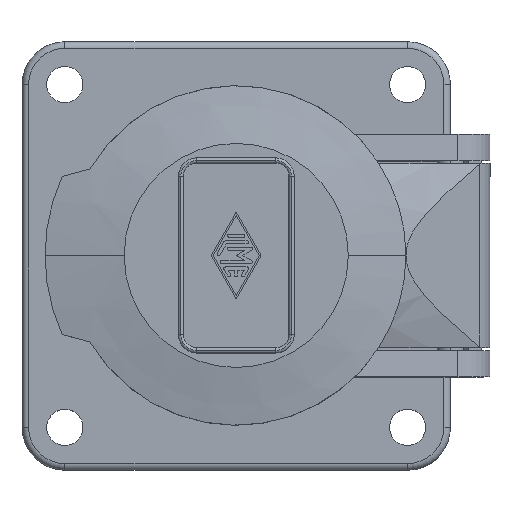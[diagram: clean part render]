
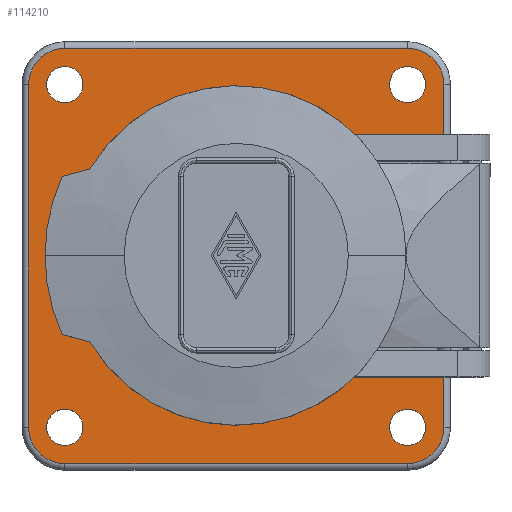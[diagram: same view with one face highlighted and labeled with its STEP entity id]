
A CAD part, top view. The second image highlights one B-rep face of the part: STEP entity #114210.
In plain terms, the highlighted planar face has unit normal (0, 0, 1).
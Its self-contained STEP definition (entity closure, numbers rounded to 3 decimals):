
#112400=CARTESIAN_POINT('',(0.,0.,4.));
#112410=DIRECTION('',(0.,0.,1.));
#112420=DIRECTION('',(1.,0.,0.));
#112430=AXIS2_PLACEMENT_3D('',#112400,#112410,#112420);
#112440=PLANE('',#112430);
#112450=CARTESIAN_POINT('',(33.5,79.5,4.));
#112460=DIRECTION('',(0.,0.,1.));
#112470=DIRECTION('',(1.,0.,0.));
#112480=AXIS2_PLACEMENT_3D('',#112450,#112460,#112470);
#112490=CIRCLE('',#112480,2.75);
#112500=CARTESIAN_POINT('',(36.25,79.5,4.));
#112510=VERTEX_POINT('',#112500);
#112520=CARTESIAN_POINT('',(30.75,79.5,4.));
#112530=VERTEX_POINT('',#112520);
#112540=EDGE_CURVE('',#112510,#112530,#112490,.T.);
#112550=ORIENTED_EDGE('',*,*,#112540,.F.);
#112560=EDGE_CURVE('',#112530,#112510,#112490,.T.);
#112570=ORIENTED_EDGE('',*,*,#112560,.F.);
#112580=EDGE_LOOP('',(#112570,#112550));
#112590=FACE_BOUND('',#112580,.T.);
#112600=CARTESIAN_POINT('',(33.5,27.5,4.));
#112610=DIRECTION('',(0.,0.,1.));
#112620=DIRECTION('',(1.,0.,0.));
#112630=AXIS2_PLACEMENT_3D('',#112600,#112610,#112620);
#112640=CIRCLE('',#112630,2.75);
#112650=CARTESIAN_POINT('',(36.25,27.5,4.));
#112660=VERTEX_POINT('',#112650);
#112670=CARTESIAN_POINT('',(30.75,27.5,4.));
#112680=VERTEX_POINT('',#112670);
#112690=EDGE_CURVE('',#112660,#112680,#112640,.T.);
#112700=ORIENTED_EDGE('',*,*,#112690,.F.);
#112710=EDGE_CURVE('',#112680,#112660,#112640,.T.);
#112720=ORIENTED_EDGE('',*,*,#112710,.F.);
#112730=EDGE_LOOP('',(#112720,#112700));
#112740=FACE_BOUND('',#112730,.T.);
#112750=CARTESIAN_POINT('',(85.5,27.5,4.));
#112760=DIRECTION('',(0.,0.,1.));
#112770=DIRECTION('',(1.,0.,0.));
#112780=AXIS2_PLACEMENT_3D('',#112750,#112760,#112770);
#112790=CIRCLE('',#112780,2.75);
#112800=CARTESIAN_POINT('',(88.25,27.5,4.));
#112810=VERTEX_POINT('',#112800);
#112820=CARTESIAN_POINT('',(82.75,27.5,4.));
#112830=VERTEX_POINT('',#112820);
#112840=EDGE_CURVE('',#112810,#112830,#112790,.T.);
#112850=ORIENTED_EDGE('',*,*,#112840,.F.);
#112860=EDGE_CURVE('',#112830,#112810,#112790,.T.);
#112870=ORIENTED_EDGE('',*,*,#112860,.F.);
#112880=EDGE_LOOP('',(#112870,#112850));
#112890=FACE_BOUND('',#112880,.T.);
#112900=CARTESIAN_POINT('',(85.5,79.5,4.));
#112910=DIRECTION('',(0.,0.,1.));
#112920=DIRECTION('',(1.,0.,0.));
#112930=AXIS2_PLACEMENT_3D('',#112900,#112910,#112920);
#112940=CIRCLE('',#112930,2.75);
#112950=CARTESIAN_POINT('',(88.25,79.5,4.));
#112960=VERTEX_POINT('',#112950);
#112970=CARTESIAN_POINT('',(82.75,79.5,4.));
#112980=VERTEX_POINT('',#112970);
#112990=EDGE_CURVE('',#112960,#112980,#112940,.T.);
#113000=ORIENTED_EDGE('',*,*,#112990,.F.);
#113010=EDGE_CURVE('',#112980,#112960,#112940,.T.);
#113020=ORIENTED_EDGE('',*,*,#113010,.F.);
#113030=EDGE_LOOP('',(#113020,#113000));
#113040=FACE_BOUND('',#113030,.T.);
#113050=CARTESIAN_POINT('',(33.5,27.5,4.));
#113060=DIRECTION('',(0.,0.,1.));
#113070=DIRECTION('',(1.,0.,0.));
#113080=AXIS2_PLACEMENT_3D('',#113050,#113060,#113070);
#113090=CIRCLE('',#113080,5.5);
#113100=CARTESIAN_POINT('',(28.,27.5,4.));
#113110=VERTEX_POINT('',#113100);
#113120=CARTESIAN_POINT('',(33.5,22.,4.));
#113130=VERTEX_POINT('',#113120);
#113140=EDGE_CURVE('',#113110,#113130,#113090,.T.);
#113150=ORIENTED_EDGE('',*,*,#113140,.T.);
#113160=CARTESIAN_POINT('',(28.,0.,4.));
#113170=DIRECTION('',(0.,1.,0.));
#113180=VECTOR('',#113170,1.);
#113190=LINE('',#113160,#113180);
#113200=CARTESIAN_POINT('',(28.,79.5,4.));
#113210=VERTEX_POINT('',#113200);
#113220=EDGE_CURVE('',#113110,#113210,#113190,.T.);
#113230=ORIENTED_EDGE('',*,*,#113220,.F.);
#113240=CARTESIAN_POINT('',(33.5,79.5,4.));
#113250=DIRECTION('',(0.,0.,-1.));
#113260=DIRECTION('',(-1.,0.,0.));
#113270=AXIS2_PLACEMENT_3D('',#113240,#113250,#113260);
#113280=CIRCLE('',#113270,5.5);
#113290=CARTESIAN_POINT('',(33.5,85.,4.));
#113300=VERTEX_POINT('',#113290);
#113310=EDGE_CURVE('',#113210,#113300,#113280,.T.);
#113320=ORIENTED_EDGE('',*,*,#113310,.F.);
#113330=CARTESIAN_POINT('',(0.,85.,4.));
#113340=DIRECTION('',(1.,0.,0.));
#113350=VECTOR('',#113340,1.);
#113360=LINE('',#113330,#113350);
#113370=CARTESIAN_POINT('',(85.5,85.,4.));
#113380=VERTEX_POINT('',#113370);
#113390=EDGE_CURVE('',#113300,#113380,#113360,.T.);
#113400=ORIENTED_EDGE('',*,*,#113390,.F.);
#113410=CARTESIAN_POINT('',(85.5,79.5,4.));
#113420=DIRECTION('',(0.,0.,1.));
#113430=DIRECTION('',(1.,0.,0.));
#113440=AXIS2_PLACEMENT_3D('',#113410,#113420,#113430);
#113450=CIRCLE('',#113440,5.5);
#113460=CARTESIAN_POINT('',(91.,79.5,4.));
#113470=VERTEX_POINT('',#113460);
#113480=EDGE_CURVE('',#113470,#113380,#113450,.T.);
#113490=ORIENTED_EDGE('',*,*,#113480,.T.);
#113500=CARTESIAN_POINT('',(91.,0.,4.));
#113510=DIRECTION('',(0.,-1.,0.));
#113520=VECTOR('',#113510,1.);
#113530=LINE('',#113500,#113520);
#113540=CARTESIAN_POINT('',(91.,71.9,4.));
#113550=VERTEX_POINT('',#113540);
#113560=EDGE_CURVE('',#113470,#113550,#113530,.T.);
#113570=ORIENTED_EDGE('',*,*,#113560,.F.);
#113580=CARTESIAN_POINT('',(0.,71.9,4.));
#113590=DIRECTION('',(1.,0.,0.));
#113600=VECTOR('',#113590,1.);
#113610=LINE('',#113580,#113600);
#113620=CARTESIAN_POINT('',(75.449,71.9,4.));
#113630=VERTEX_POINT('',#113620);
#113640=EDGE_CURVE('',#113630,#113550,#113610,.T.);
#113650=ORIENTED_EDGE('',*,*,#113640,.T.);
#113660=CARTESIAN_POINT('',(59.5,53.5,4.));
#113670=DIRECTION('',(0.,0.,1.));
#113680=DIRECTION('',(1.,0.,0.));
#113690=AXIS2_PLACEMENT_3D('',#113660,#113670,#113680);
#113700=CIRCLE('',#113690,24.35);
#113710=CARTESIAN_POINT('',(35.724,58.754,4.));
#113720=VERTEX_POINT('',#113710);
#113730=EDGE_CURVE('',#113630,#113720,#113700,.T.);
#113740=ORIENTED_EDGE('',*,*,#113730,.F.);
#113750=CARTESIAN_POINT('',(37.35,53.5,4.));
#113760=DIRECTION('',(0.,0.,-1.));
#113770=DIRECTION('',(-1.,0.,0.));
#113780=AXIS2_PLACEMENT_3D('',#113750,#113760,#113770);
#113790=CIRCLE('',#113780,5.5);
#113800=CARTESIAN_POINT('',(35.724,48.246,4.));
#113810=VERTEX_POINT('',#113800);
#113820=EDGE_CURVE('',#113810,#113720,#113790,.T.);
#113830=ORIENTED_EDGE('',*,*,#113820,.T.);
#113840=CARTESIAN_POINT('',(75.449,35.1,4.));
#113850=VERTEX_POINT('',#113840);
#113860=EDGE_CURVE('',#113810,#113850,#113700,.T.);
#113870=ORIENTED_EDGE('',*,*,#113860,.F.);
#113880=CARTESIAN_POINT('',(0.,35.1,4.));
#113890=DIRECTION('',(1.,0.,0.));
#113900=VECTOR('',#113890,1.);
#113910=LINE('',#113880,#113900);
#113920=CARTESIAN_POINT('',(91.,35.1,4.));
#113930=VERTEX_POINT('',#113920);
#113940=EDGE_CURVE('',#113850,#113930,#113910,.T.);
#113950=ORIENTED_EDGE('',*,*,#113940,.F.);
#113960=CARTESIAN_POINT('',(91.,0.,4.));
#113970=DIRECTION('',(0.,-1.,0.));
#113980=VECTOR('',#113970,1.);
#113990=LINE('',#113960,#113980);
#114000=CARTESIAN_POINT('',(91.,27.5,4.));
#114010=VERTEX_POINT('',#114000);
#114020=EDGE_CURVE('',#113930,#114010,#113990,.T.);
#114030=ORIENTED_EDGE('',*,*,#114020,.F.);
#114040=CARTESIAN_POINT('',(85.5,27.5,4.));
#114050=DIRECTION('',(0.,0.,1.));
#114060=DIRECTION('',(1.,0.,0.));
#114070=AXIS2_PLACEMENT_3D('',#114040,#114050,#114060);
#114080=CIRCLE('',#114070,5.5);
#114090=CARTESIAN_POINT('',(85.5,22.,4.));
#114100=VERTEX_POINT('',#114090);
#114110=EDGE_CURVE('',#114100,#114010,#114080,.T.);
#114120=ORIENTED_EDGE('',*,*,#114110,.T.);
#114130=CARTESIAN_POINT('',(0.,22.,4.));
#114140=DIRECTION('',(-1.,0.,0.));
#114150=VECTOR('',#114140,1.);
#114160=LINE('',#114130,#114150);
#114170=EDGE_CURVE('',#114100,#113130,#114160,.T.);
#114180=ORIENTED_EDGE('',*,*,#114170,.F.);
#114190=EDGE_LOOP('',(#114180,#114120,#114030,#113950,#113870,#113830,
#113740,#113650,#113570,#113490,#113400,#113320,#113230,#113150));
#114200=FACE_OUTER_BOUND('',#114190,.T.);
#114210=ADVANCED_FACE('',(#112590,#112740,#112890,#113040,#114200),
#112440,.T.);
